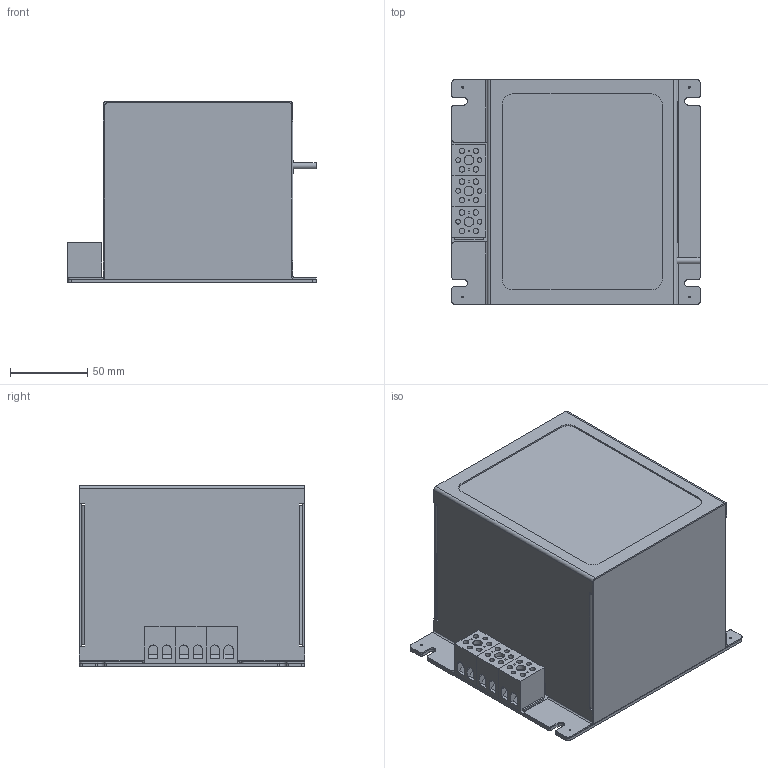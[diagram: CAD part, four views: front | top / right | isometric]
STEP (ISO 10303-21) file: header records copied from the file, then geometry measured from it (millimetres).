
FILE_DESCRIPTION(/* description */ (''),/* implementation_level */ '2;1');
FILE_NAME(/* name */ '3D модель_МКЗП МИКРО 2_ПМ_ver1.stp',/* time_stamp */ '2019-01-25T15:30:58+07:00',/* author */ ('Pavel'),/* organization */ (''),/* preprocessor_version */ 'ST-DEVELOPER v16.5',/* originating_system */ 'Autodesk Inventor 2017',/* authorisation */ '');
FILE_SCHEMA (('AUTOMOTIVE_DESIGN { 1 0 10303 214 3 1 1 }'));
Length unit declared in the file: millimetre
Products named in the file (20): МКЗП МИКРО 
2_ПМ_ver1; Корпус \X2\041C0418041A0420041E
\X0\_2_ПМ_ver1; _2_ПМ_ver1; Обечайка \X2\041C041A0417
_микро_2_ПМ_ver1; _ver1; болт M4_земля; Сборка плат; Плата BPT; MIKRO_2_0_V1_TOP_SUBSTRATE; ТТ; стойка 65 мм; Плата BOT; MIKRO_2_0_V1_BOT_SUBSTRATE; mstb_2.5-16-gf-5.08; стойка 25 мм; MIKRO_2_0_V1_TOP_SUBSTRATE_1; стойка 15мм; KEY; стойка 10мм; 2716020_G5_2_GEH-
Assembly tree (34 placements, depth 4):
  МКЗП МИКРО 
2_ПМ_ver1
    Корпус \X2\041C0418041A0420041E
\X0\_2_ПМ_ver1
  _2_ПМ_ver1
      Обечайка \X2\041C041A0417
_микро_2_ПМ_ver1
  _ver1  x2
      болт M4_земля
    Сборка плат
      Плата BPT
        MIKRO_2_0_V1_TOP_SUBSTRATE
        ТТ
      стойка 65 мм  x4
      Плата BOT
        MIKRO_2_0_V1_BOT_SUBSTRATE
        mstb_2.5-16-gf-5.08
      стойка 25 мм  x4
      MIKRO_2_0_V1_TOP_SUBSTRATE_1
      стойка 15мм  x4
      KEY
      стойка 10мм  x4
    2716020_G5_2_GEH-  x3
Bounding box: 161 x 146 x 117.5 mm (x, y, z)
Volume: 326870.6 mm3; surface area: 360899.7 mm2
Topology: 30 solids, 30 shells, 2039 faces, 4726 edges, 2916 vertices
Faces by surface type: plane 1575, cylinder 410, cone 31, sphere 17, torus 6
Full cylindrical faces by diameter (mm): 0.434 x1, 0.6 x23, 0.8 x4, 1 x75, 1.2 x4, 1.3 x23, 1.4 x16, 1.5 x26, 1.8 x2, 2.4 x2, 2.5 x2, 2.8 x15, 3 x30, 3.5 x24, 3.6 x12, 4 x2, 5 x16, 5.2 x3, 6 x1, 6.2 x3, 50 x1, 80 x1
Entity records: 54524 total; most frequent: DIRECTION 9134, CARTESIAN_POINT 8740, ORIENTED_EDGE 8218, EDGE_CURVE 4109, AXIS2_PLACEMENT_3D 3082, LINE 2970, VECTOR 2970, EDGE_LOOP 2691
